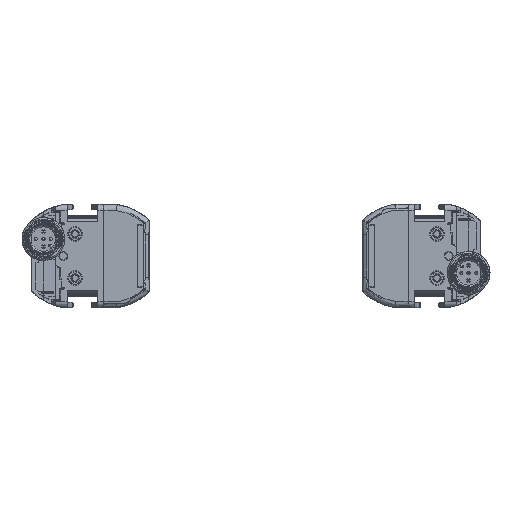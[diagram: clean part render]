
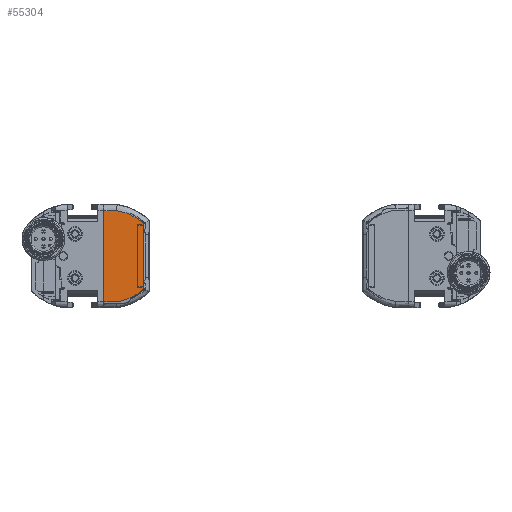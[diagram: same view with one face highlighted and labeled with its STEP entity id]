
A CAD part, front view. The second image highlights one B-rep face of the part: STEP entity #55304.
In plain terms, the highlighted planar face has unit normal (0, -1, 0).
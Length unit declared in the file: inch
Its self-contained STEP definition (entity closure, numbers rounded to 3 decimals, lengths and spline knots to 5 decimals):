
#127 = EDGE_CURVE ( 'NONE', #53247, #69925, #83895, .T. ) ;
#976 = ORIENTED_EDGE ( 'NONE', *, *, #70881, .F. ) ;
#1589 = CARTESIAN_POINT ( 'NONE',  ( -1.67401, -23.79921, 0.55013 ) ) ;
#3488 = EDGE_CURVE ( 'NONE', #69925, #37497, #39543, .T. ) ;
#5400 = FACE_OUTER_BOUND ( 'NONE', #64989, .T. ) ;
#5757 = VERTEX_POINT ( 'NONE', #24799 ) ;
#6160 = CARTESIAN_POINT ( 'NONE',  ( -1.66358, -23.79921, -0.55126 ) ) ;
#7091 = ORIENTED_EDGE ( 'NONE', *, *, #84959, .F. ) ;
#7939 = CARTESIAN_POINT ( 'NONE',  ( -1.5, -23.79921, 0.43537 ) ) ;
#8731 = CARTESIAN_POINT ( 'NONE',  ( -1.62392, -23.79921, 0.52441 ) ) ;
#9746 = CARTESIAN_POINT ( 'NONE',  ( -1.54591, -23.79921, 0.47341 ) ) ;
#10788 = CARTESIAN_POINT ( 'NONE',  ( -1.54649, -23.79921, -0.47978 ) ) ;
#12288 = LINE ( 'NONE', #35283, #44046 ) ;
#12801 = CARTESIAN_POINT ( 'NONE',  ( -1.66762, -23.79921, -0.55321 ) ) ;
#13795 = CARTESIAN_POINT ( 'NONE',  ( -1.65757, -23.79921, -0.54832 ) ) ;
#16344 = B_SPLINE_CURVE_WITH_KNOTS ( 'NONE', 3,
 ( #57273, #56770, #26097, #80724, #10788, #41953, #96542, #88867, #52645, #83721, #74081, #90382, #28107, #58781, #44975, #67427, #35796, #98051, #13795, #76092, #6160, #35282, #91405, #74588, #89894, #12801, #21945, #28600, #66436 ),
 .UNSPECIFIED., .F., .F.,
 ( 4, 2, 2, 2, 1, 1, 2, 2, 2, 2, 2, 1, 1, 1, 2, 2, 4 ),
 ( 0., 0.125, 0.1875, 0.21875, 0.23438, 0.24219, 0.24609, 0.25, 0.375, 0.4375, 0.46875, 0.48438, 0.49219, 0.49609, 0.49805, 0.5, 1. ),
 .UNSPECIFIED. ) ;
#16395 = CARTESIAN_POINT ( 'NONE',  ( -1.58005, -23.79921, 0.49739 ) ) ;
#16888 = CARTESIAN_POINT ( 'NONE',  ( -1.5, -23.79921, 0.43537 ) ) ;
#17382 = CARTESIAN_POINT ( 'NONE',  ( -1.69286, -23.79921, 0.55864 ) ) ;
#17886 = CARTESIAN_POINT ( 'NONE',  ( -1.64619, -23.79921, 0.53667 ) ) ;
#19212 = VECTOR ( 'NONE', #50810, 39.37008 ) ;
#21945 = CARTESIAN_POINT ( 'NONE',  ( -1.72402, -23.79921, -0.58009 ) ) ;
#24799 = CARTESIAN_POINT ( 'NONE',  ( -1.8604, -23.79921, -0.61328 ) ) ;
#26039 = CARTESIAN_POINT ( 'NONE',  ( -1.79031, -23.79921, 0.5931 ) ) ;
#26097 = CARTESIAN_POINT ( 'NONE',  ( -1.51961, -23.79921, -0.45866 ) ) ;
#28107 = CARTESIAN_POINT ( 'NONE',  ( -1.57887, -23.79921, -0.5027 ) ) ;
#28600 = CARTESIAN_POINT ( 'NONE',  ( -1.78845, -23.79921, -0.60175 ) ) ;
#29662 = VERTEX_POINT ( 'NONE', #49881 ) ;
#31260 = DIRECTION ( 'NONE',  ( 0., 0., -1. ) ) ;
#31705 = CARTESIAN_POINT ( 'NONE',  ( -1.82443, -23.79921, 0.60142 ) ) ;
#32212 = CARTESIAN_POINT ( 'NONE',  ( -1.61584, -23.79921, 0.5198 ) ) ;
#32716 = CARTESIAN_POINT ( 'NONE',  ( -1.58192, -23.79921, 0.49863 ) ) ;
#32758 = LINE ( 'NONE', #63911, #43880 ) ;
#33726 = CARTESIAN_POINT ( 'NONE',  ( -1.72656, -23.79921, 0.57222 ) ) ;
#34446 = CARTESIAN_POINT ( 'NONE',  ( -1.5, -23.79921, -0.44146 ) ) ;
#34525 = VERTEX_POINT ( 'NONE', #34446 ) ;
#35282 = CARTESIAN_POINT ( 'NONE',  ( -1.66575, -23.79921, -0.55231 ) ) ;
#35283 = CARTESIAN_POINT ( 'NONE',  ( -2.03207, -23.79921, 0.21546 ) ) ;
#35796 = CARTESIAN_POINT ( 'NONE',  ( -1.64555, -23.79921, -0.54223 ) ) ;
#36537 = DIRECTION ( 'NONE',  ( 1., 0., 0. ) ) ;
#37497 = VERTEX_POINT ( 'NONE', #7939 ) ;
#37654 = LINE ( 'NONE', #59124, #73553 ) ;
#39020 = ORIENTED_EDGE ( 'NONE', *, *, #83769, .F. ) ;
#39543 = B_SPLINE_CURVE_WITH_KNOTS ( 'NONE', 3,
 ( #56209, #31705, #26039, #87314, #33726, #70541, #17382, #62848, #1589, #71550, #55216, #80174, #85806, #40391, #64862, #17886, #8731, #32212, #40904, #47572, #86319, #95482, #72041, #32716, #86825, #16395, #55718, #9746, #47070, #78181, #16888 ),
 .UNSPECIFIED., .F., .F.,
 ( 4, 2, 2, 1, 1, 1, 1, 1, 2, 2, 2, 2, 2, 1, 1, 2, 2, 2, 4 ),
 ( 0., 0.25, 0.375, 0.4375, 0.46875, 0.48437, 0.49219, 0.49609, 0.49805, 0.5, 0.625, 0.6875, 0.71875, 0.73437, 0.74219, 0.74609, 0.75, 0.875, 1. ),
 .UNSPECIFIED. ) ;
#40391 = CARTESIAN_POINT ( 'NONE',  ( -1.66798, -23.79921, 0.54728 ) ) ;
#40904 = CARTESIAN_POINT ( 'NONE',  ( -1.60285, -23.79921, 0.51197 ) ) ;
#41953 = CARTESIAN_POINT ( 'NONE',  ( -1.55815, -23.79921, -0.48832 ) ) ;
#43880 = VECTOR ( 'NONE', #31260, 39.37008 ) ;
#43966 = DIRECTION ( 'NONE',  ( 0., 0., 1. ) ) ;
#44046 = VECTOR ( 'NONE', #43966, 39.37008 ) ;
#44975 = CARTESIAN_POINT ( 'NONE',  ( -1.61649, -23.79921, -0.52642 ) ) ;
#45248 = DIRECTION ( 'NONE',  ( 0., 1., 0. ) ) ;
#47070 = CARTESIAN_POINT ( 'NONE',  ( -1.51961, -23.79921, 0.45257 ) ) ;
#47572 = CARTESIAN_POINT ( 'NONE',  ( -1.59837, -23.79921, 0.50921 ) ) ;
#49881 = CARTESIAN_POINT ( 'NONE',  ( -2.03207, -23.79921, -0.61328 ) ) ;
#50810 = DIRECTION ( 'NONE',  ( 1., 0., 0. ) ) ;
#51819 = CARTESIAN_POINT ( 'NONE',  ( -2.00787, -23.79921, 0.60719 ) ) ;
#52645 = CARTESIAN_POINT ( 'NONE',  ( -1.57171, -23.79921, -0.49785 ) ) ;
#53247 = VERTEX_POINT ( 'NONE', #99837 ) ;
#55216 = CARTESIAN_POINT ( 'NONE',  ( -1.66938, -23.79921, 0.54795 ) ) ;
#55304 = ADVANCED_FACE ( 'NONE', ( #5400 ), #76871, .F. ) ;
#55718 = CARTESIAN_POINT ( 'NONE',  ( -1.56138, -23.79921, 0.48493 ) ) ;
#56209 = CARTESIAN_POINT ( 'NONE',  ( -1.8604, -23.79921, 0.60719 ) ) ;
#56770 = CARTESIAN_POINT ( 'NONE',  ( -1.50878, -23.79921, -0.44933 ) ) ;
#57273 = CARTESIAN_POINT ( 'NONE',  ( -1.5, -23.79921, -0.44146 ) ) ;
#58781 = CARTESIAN_POINT ( 'NONE',  ( -1.59904, -23.79921, -0.51616 ) ) ;
#59124 = CARTESIAN_POINT ( 'NONE',  ( -2.00787, -23.79921, -0.61328 ) ) ;
#62848 = CARTESIAN_POINT ( 'NONE',  ( -1.68024, -23.79921, 0.553 ) ) ;
#63911 = CARTESIAN_POINT ( 'NONE',  ( -1.5, -23.79921, 0.21546 ) ) ;
#64862 = CARTESIAN_POINT ( 'NONE',  ( -1.65845, -23.79921, 0.54274 ) ) ;
#64989 = EDGE_LOOP ( 'NONE', ( #83572, #94732, #74956, #39020, #7091, #976 ) ) ;
#66436 = CARTESIAN_POINT ( 'NONE',  ( -1.8604, -23.79921, -0.61328 ) ) ;
#67427 = CARTESIAN_POINT ( 'NONE',  ( -1.63877, -23.79921, -0.53868 ) ) ;
#69925 = VERTEX_POINT ( 'NONE', #82846 ) ;
#70541 = CARTESIAN_POINT ( 'NONE',  ( -1.70397, -23.79921, 0.56327 ) ) ;
#70881 = EDGE_CURVE ( 'NONE', #34525, #5757, #16344, .T. ) ;
#71550 = CARTESIAN_POINT ( 'NONE',  ( -1.67092, -23.79921, 0.54867 ) ) ;
#72041 = CARTESIAN_POINT ( 'NONE',  ( -1.58373, -23.79921, 0.49983 ) ) ;
#73553 = VECTOR ( 'NONE', #82064, 39.37008 ) ;
#74081 = CARTESIAN_POINT ( 'NONE',  ( -1.57723, -23.79921, -0.5016 ) ) ;
#74588 = CARTESIAN_POINT ( 'NONE',  ( -1.66725, -23.79921, -0.55303 ) ) ;
#74956 = ORIENTED_EDGE ( 'NONE', *, *, #127, .F. ) ;
#75003 = EDGE_CURVE ( 'NONE', #37497, #34525, #32758, .T. ) ;
#76092 = CARTESIAN_POINT ( 'NONE',  ( -1.66162, -23.79921, -0.55031 ) ) ;
#76871 = PLANE ( 'NONE',  #97927 ) ;
#78181 = CARTESIAN_POINT ( 'NONE',  ( -1.50878, -23.79921, 0.44324 ) ) ;
#80174 = CARTESIAN_POINT ( 'NONE',  ( -1.66872, -23.79921, 0.54763 ) ) ;
#80724 = CARTESIAN_POINT ( 'NONE',  ( -1.53933, -23.79921, -0.4743 ) ) ;
#82064 = DIRECTION ( 'NONE',  ( -1., 0., 0. ) ) ;
#82846 = CARTESIAN_POINT ( 'NONE',  ( -1.8604, -23.79921, 0.60719 ) ) ;
#83572 = ORIENTED_EDGE ( 'NONE', *, *, #75003, .F. ) ;
#83721 = CARTESIAN_POINT ( 'NONE',  ( -1.57556, -23.79921, -0.50047 ) ) ;
#83769 = EDGE_CURVE ( 'NONE', #29662, #53247, #12288, .T. ) ;
#83895 = LINE ( 'NONE', #51819, #19212 ) ;
#84959 = EDGE_CURVE ( 'NONE', #5757, #29662, #37654, .T. ) ;
#85806 = CARTESIAN_POINT ( 'NONE',  ( -1.66828, -23.79921, 0.54742 ) ) ;
#86319 = CARTESIAN_POINT ( 'NONE',  ( -1.59144, -23.79921, 0.50482 ) ) ;
#86825 = CARTESIAN_POINT ( 'NONE',  ( -1.5807, -23.79921, 0.49782 ) ) ;
#87314 = CARTESIAN_POINT ( 'NONE',  ( -1.74212, -23.79921, 0.5778 ) ) ;
#88867 = CARTESIAN_POINT ( 'NONE',  ( -1.5685, -23.79921, -0.49563 ) ) ;
#89894 = CARTESIAN_POINT ( 'NONE',  ( -1.66754, -23.79921, -0.55317 ) ) ;
#90382 = CARTESIAN_POINT ( 'NONE',  ( -1.57835, -23.79921, -0.50235 ) ) ;
#91405 = CARTESIAN_POINT ( 'NONE',  ( -1.6668, -23.79921, -0.55281 ) ) ;
#94732 = ORIENTED_EDGE ( 'NONE', *, *, #3488, .F. ) ;
#95482 = CARTESIAN_POINT ( 'NONE',  ( -1.58792, -23.79921, 0.50257 ) ) ;
#96542 = CARTESIAN_POINT ( 'NONE',  ( -1.56219, -23.79921, -0.49121 ) ) ;
#97927 = AXIS2_PLACEMENT_3D ( 'NONE', #100311, #45248, #36537 ) ;
#98051 = CARTESIAN_POINT ( 'NONE',  ( -1.65469, -23.79921, -0.54688 ) ) ;
#99837 = CARTESIAN_POINT ( 'NONE',  ( -2.03207, -23.79921, 0.60719 ) ) ;
#100311 = CARTESIAN_POINT ( 'NONE',  ( -2.00787, -23.79921, 0.21546 ) ) ;
